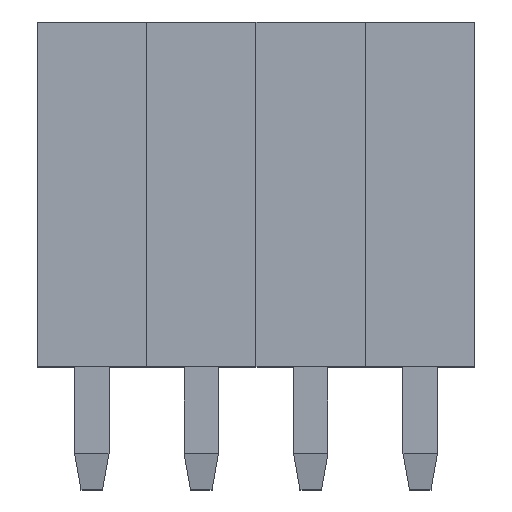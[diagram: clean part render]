
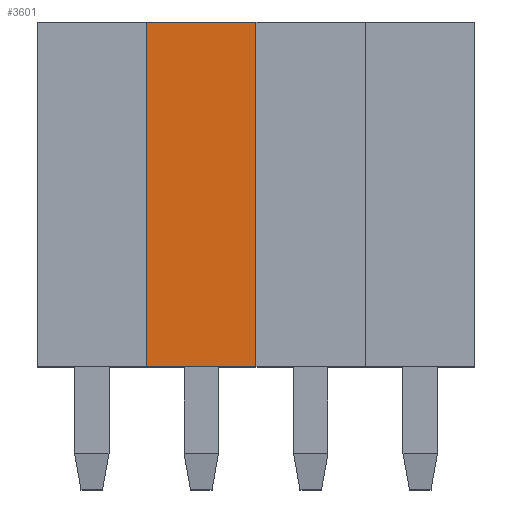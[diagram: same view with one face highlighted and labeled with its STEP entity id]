
A CAD part, top view. The second image highlights one B-rep face of the part: STEP entity #3601.
In plain terms, the highlighted planar face has unit normal (0, 0, 1).
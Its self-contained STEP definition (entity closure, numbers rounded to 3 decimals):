
#97=FACE_OUTER_BOUND('',#331,.T.);
#331=EDGE_LOOP('',(#2515,#2516,#2517,#2518));
#597=LINE('',#5153,#1093);
#624=LINE('',#5209,#1120);
#625=LINE('',#5210,#1121);
#626=LINE('',#5211,#1122);
#1093=VECTOR('',#4176,10.);
#1120=VECTOR('',#4229,10.);
#1121=VECTOR('',#4230,10.);
#1122=VECTOR('',#4231,10.);
#1561=VERTEX_POINT('',#5146);
#1564=VERTEX_POINT('',#5151);
#1579=VERTEX_POINT('',#5207);
#1580=VERTEX_POINT('',#5208);
#1893=EDGE_CURVE('',#1564,#1561,#597,.T.);
#1920=EDGE_CURVE('',#1579,#1580,#624,.T.);
#1921=EDGE_CURVE('',#1580,#1561,#625,.T.);
#1922=EDGE_CURVE('',#1579,#1564,#626,.T.);
#2515=ORIENTED_EDGE('',*,*,#1920,.T.);
#2516=ORIENTED_EDGE('',*,*,#1921,.T.);
#2517=ORIENTED_EDGE('',*,*,#1893,.F.);
#2518=ORIENTED_EDGE('',*,*,#1922,.F.);
#3369=PLANE('',#3850);
#3601=ADVANCED_FACE('',(#97),#3369,.T.);
#3850=AXIS2_PLACEMENT_3D('',#5206,#4227,#4228);
#4176=DIRECTION('',(1.,0.,0.));
#4227=DIRECTION('center_axis',(0.,0.,1.));
#4228=DIRECTION('ref_axis',(1.,0.,0.));
#4229=DIRECTION('',(1.,0.,0.));
#4230=DIRECTION('',(0.,1.,0.));
#4231=DIRECTION('',(0.,1.,0.));
#5146=CARTESIAN_POINT('',(3.81,8.,1.25));
#5151=CARTESIAN_POINT('',(1.27,8.,1.25));
#5153=CARTESIAN_POINT('',(1.27,8.,1.25));
#5206=CARTESIAN_POINT('Origin',(1.27,0.,1.25));
#5207=CARTESIAN_POINT('',(1.27,0.,1.25));
#5208=CARTESIAN_POINT('',(3.81,0.,1.25));
#5209=CARTESIAN_POINT('',(1.27,0.,1.25));
#5210=CARTESIAN_POINT('',(3.81,0.,1.25));
#5211=CARTESIAN_POINT('',(1.27,0.,1.25));
